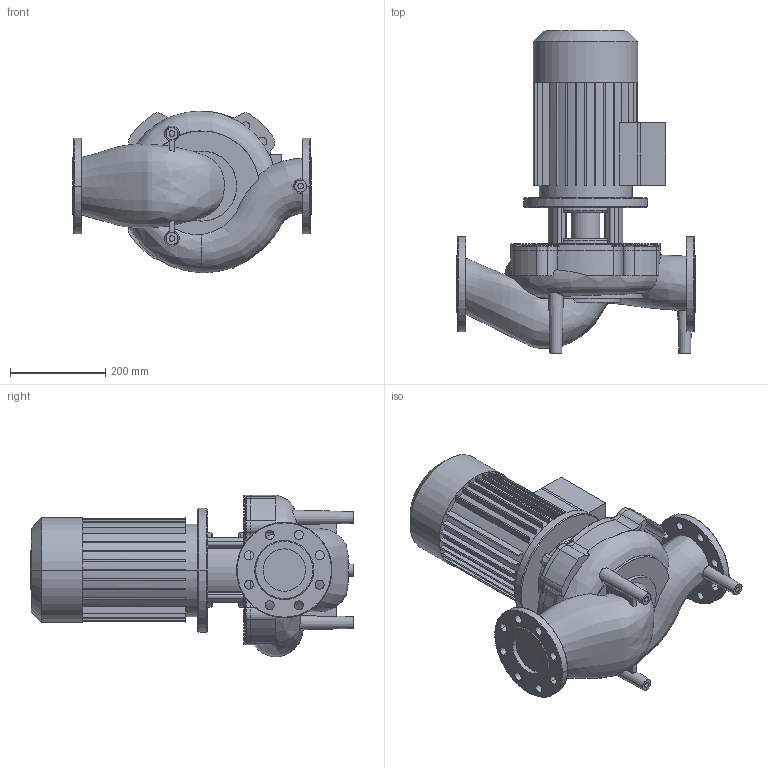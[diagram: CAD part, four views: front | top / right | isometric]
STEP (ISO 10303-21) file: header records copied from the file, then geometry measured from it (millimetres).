
FILE_DESCRIPTION((''),'2;1');
FILE_NAME('3d_IL80_210-3_4-2120775.stp','2016-05-24T11:59:09',(''),(''),'Mechanical Desktop 2009','Mechanical Desktop 2009',', , ');
FILE_SCHEMA(('CONFIG_CONTROL_DESIGN'));
Length unit declared in the file: millimetre
Products named in the file (1): Product
Bounding box: 500 x 677.03 x 338.95 mm (x, y, z)
Volume: 30599637.1 mm3; surface area: 1459632.9 mm2
Topology: 10 solids, 10 shells, 527 faces, 1417 edges, 912 vertices
Faces by surface type: bspline 150, cylinder 148, plane 146, torus 72, cone 11
Entity records: 28605 total; most frequent: CARTESIAN_POINT 15499, ORIENTED_EDGE 2818, DIRECTION 2661, EDGE_CURVE 1409, AXIS2_PLACEMENT_3D 1050, VERTEX_POINT 913, CIRCLE 672, EDGE_LOOP 592
